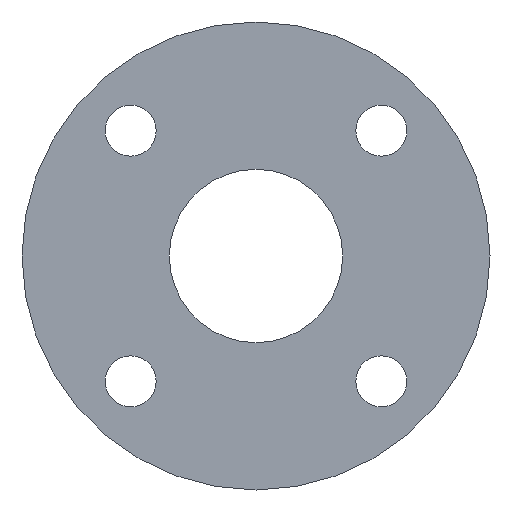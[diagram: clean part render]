
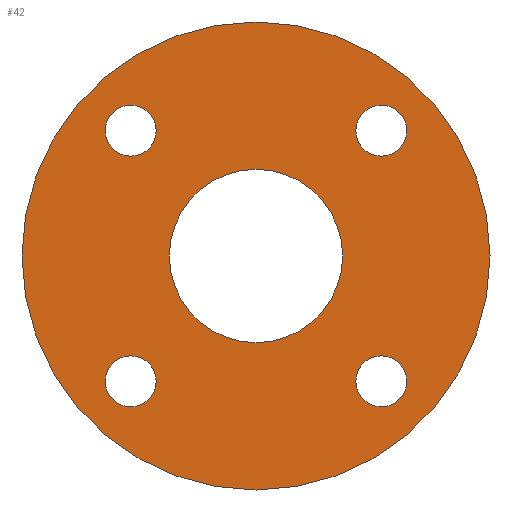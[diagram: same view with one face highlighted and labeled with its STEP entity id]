
A CAD part, front view. The second image highlights one B-rep face of the part: STEP entity #42.
In plain terms, the highlighted planar face has unit normal (0, -1, 0).
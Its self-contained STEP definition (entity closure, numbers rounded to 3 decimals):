
#3 = AXIS2_PLACEMENT_3D ( 'NONE', #455, #118, #314 ) ;
#10 = CARTESIAN_POINT ( 'NONE',  ( 44.194, 0., -35.194 ) ) ;
#16 = EDGE_CURVE ( 'NONE', #26, #624, #346, .T. ) ;
#19 = DIRECTION ( 'NONE',  ( 0., 0., 1. ) ) ;
#23 = ORIENTED_EDGE ( 'NONE', *, *, #530, .T. ) ;
#24 = CARTESIAN_POINT ( 'NONE',  ( 44.194, 0., -44.194 ) ) ;
#26 = VERTEX_POINT ( 'NONE', #335 ) ;
#30 = DIRECTION ( 'NONE',  ( 0., 1., 0. ) ) ;
#35 = EDGE_LOOP ( 'NONE', ( #591, #512 ) ) ;
#42 = ADVANCED_FACE ( 'NONE', ( #244, #526, #441, #105, #95, #484 ), #338, .F. ) ;
#56 = CARTESIAN_POINT ( 'NONE',  ( 44.194, 0., -44.194 ) ) ;
#59 = EDGE_CURVE ( 'NONE', #624, #26, #578, .T. ) ;
#63 = CIRCLE ( 'NONE', #323, 82.5 ) ;
#68 = CARTESIAN_POINT ( 'NONE',  ( -44.194, 0., 44.194 ) ) ;
#70 = AXIS2_PLACEMENT_3D ( 'NONE', #437, #528, #621 ) ;
#72 = EDGE_CURVE ( 'NONE', #92, #593, #63, .T. ) ;
#82 = DIRECTION ( 'NONE',  ( 0., 0., 1. ) ) ;
#85 = DIRECTION ( 'NONE',  ( 0., 0., -1. ) ) ;
#87 = AXIS2_PLACEMENT_3D ( 'NONE', #68, #457, #19 ) ;
#90 = CIRCLE ( 'NONE', #352, 9. ) ;
#92 = VERTEX_POINT ( 'NONE', #256 ) ;
#95 = FACE_OUTER_BOUND ( 'NONE', #563, .T. ) ;
#103 = DIRECTION ( 'NONE',  ( -1., 0., 0. ) ) ;
#105 = FACE_BOUND ( 'NONE', #35, .T. ) ;
#109 = EDGE_LOOP ( 'NONE', ( #468, #555 ) ) ;
#111 = VERTEX_POINT ( 'NONE', #349 ) ;
#118 = DIRECTION ( 'NONE',  ( 0., 1., 0. ) ) ;
#124 = CARTESIAN_POINT ( 'NONE',  ( -44.194, 0., 44.194 ) ) ;
#126 = EDGE_LOOP ( 'NONE', ( #23, #283 ) ) ;
#127 = CIRCLE ( 'NONE', #159, 82.5 ) ;
#142 = EDGE_CURVE ( 'NONE', #488, #161, #90, .T. ) ;
#159 = AXIS2_PLACEMENT_3D ( 'NONE', #470, #30, #367 ) ;
#161 = VERTEX_POINT ( 'NONE', #175 ) ;
#162 = EDGE_CURVE ( 'NONE', #519, #111, #372, .T. ) ;
#175 = CARTESIAN_POINT ( 'NONE',  ( -44.194, 0., 53.194 ) ) ;
#191 = EDGE_CURVE ( 'NONE', #507, #239, #597, .T. ) ;
#192 = CARTESIAN_POINT ( 'NONE',  ( 44.194, 0., 44.194 ) ) ;
#201 = DIRECTION ( 'NONE',  ( 1., 0., 0. ) ) ;
#202 = AXIS2_PLACEMENT_3D ( 'NONE', #391, #536, #103 ) ;
#203 = DIRECTION ( 'NONE',  ( 0., -1., 0. ) ) ;
#219 = ORIENTED_EDGE ( 'NONE', *, *, #72, .F. ) ;
#239 = VERTEX_POINT ( 'NONE', #272 ) ;
#241 = AXIS2_PLACEMENT_3D ( 'NONE', #291, #203, #344 ) ;
#244 = FACE_BOUND ( 'NONE', #264, .T. ) ;
#249 = EDGE_CURVE ( 'NONE', #593, #92, #127, .T. ) ;
#254 = CIRCLE ( 'NONE', #3, 30.55 ) ;
#255 = CIRCLE ( 'NONE', #548, 9. ) ;
#256 = CARTESIAN_POINT ( 'NONE',  ( 0., 0., 82.5 ) ) ;
#259 = DIRECTION ( 'NONE',  ( 0., -1., 0. ) ) ;
#264 = EDGE_LOOP ( 'NONE', ( #604, #567 ) ) ;
#269 = AXIS2_PLACEMENT_3D ( 'NONE', #398, #586, #304 ) ;
#272 = CARTESIAN_POINT ( 'NONE',  ( 35.194, 0., 44.194 ) ) ;
#283 = ORIENTED_EDGE ( 'NONE', *, *, #498, .T. ) ;
#285 = DIRECTION ( 'NONE',  ( 0., -1., 0. ) ) ;
#291 = CARTESIAN_POINT ( 'NONE',  ( -44.194, 0., -44.194 ) ) ;
#297 = CARTESIAN_POINT ( 'NONE',  ( 0., 0., 0. ) ) ;
#304 = DIRECTION ( 'NONE',  ( 0., 0., 1. ) ) ;
#310 = VERTEX_POINT ( 'NONE', #489 ) ;
#314 = DIRECTION ( 'NONE',  ( 0., 0., 1. ) ) ;
#315 = ORIENTED_EDGE ( 'NONE', *, *, #503, .F. ) ;
#318 = CARTESIAN_POINT ( 'NONE',  ( -35.194, 0., -44.194 ) ) ;
#323 = AXIS2_PLACEMENT_3D ( 'NONE', #297, #490, #433 ) ;
#333 = CIRCLE ( 'NONE', #269, 30.55 ) ;
#335 = CARTESIAN_POINT ( 'NONE',  ( -53.194, 0., -44.194 ) ) ;
#338 = PLANE ( 'NONE',  #70 ) ;
#344 = DIRECTION ( 'NONE',  ( -1., 0., 0. ) ) ;
#346 = CIRCLE ( 'NONE', #241, 9. ) ;
#349 = CARTESIAN_POINT ( 'NONE',  ( 44.194, 0., -53.194 ) ) ;
#352 = AXIS2_PLACEMENT_3D ( 'NONE', #124, #480, #82 ) ;
#357 = CARTESIAN_POINT ( 'NONE',  ( -44.194, 0., 35.194 ) ) ;
#359 = EDGE_CURVE ( 'NONE', #239, #507, #542, .T. ) ;
#367 = DIRECTION ( 'NONE',  ( 0., 0., 1. ) ) ;
#372 = CIRCLE ( 'NONE', #531, 9. ) ;
#391 = CARTESIAN_POINT ( 'NONE',  ( -44.194, 0., -44.194 ) ) ;
#398 = CARTESIAN_POINT ( 'NONE',  ( 0., 0., 0. ) ) ;
#411 = CARTESIAN_POINT ( 'NONE',  ( 53.194, 0., 44.194 ) ) ;
#417 = ORIENTED_EDGE ( 'NONE', *, *, #142, .F. ) ;
#427 = ORIENTED_EDGE ( 'NONE', *, *, #249, .F. ) ;
#432 = CARTESIAN_POINT ( 'NONE',  ( 44.194, 0., 44.194 ) ) ;
#433 = DIRECTION ( 'NONE',  ( 0., 0., 1. ) ) ;
#437 = CARTESIAN_POINT ( 'NONE',  ( -30.55, 0., 0. ) ) ;
#441 = FACE_BOUND ( 'NONE', #109, .T. ) ;
#450 = DIRECTION ( 'NONE',  ( 0., 0., -1. ) ) ;
#455 = CARTESIAN_POINT ( 'NONE',  ( 0., 0., 0. ) ) ;
#457 = DIRECTION ( 'NONE',  ( 0., -1., 0. ) ) ;
#468 = ORIENTED_EDGE ( 'NONE', *, *, #359, .F. ) ;
#470 = CARTESIAN_POINT ( 'NONE',  ( 0., 0., 0. ) ) ;
#480 = DIRECTION ( 'NONE',  ( 0., -1., 0. ) ) ;
#484 = FACE_BOUND ( 'NONE', #126, .T. ) ;
#488 = VERTEX_POINT ( 'NONE', #357 ) ;
#489 = CARTESIAN_POINT ( 'NONE',  ( 0., 0., 30.55 ) ) ;
#490 = DIRECTION ( 'NONE',  ( 0., 1., 0. ) ) ;
#495 = CARTESIAN_POINT ( 'NONE',  ( 0., 0., -82.5 ) ) ;
#498 = EDGE_CURVE ( 'NONE', #547, #310, #254, .T. ) ;
#503 = EDGE_CURVE ( 'NONE', #161, #488, #594, .T. ) ;
#507 = VERTEX_POINT ( 'NONE', #411 ) ;
#512 = ORIENTED_EDGE ( 'NONE', *, *, #601, .F. ) ;
#519 = VERTEX_POINT ( 'NONE', #10 ) ;
#526 = FACE_BOUND ( 'NONE', #553, .T. ) ;
#528 = DIRECTION ( 'NONE',  ( 0., 1., 0. ) ) ;
#530 = EDGE_CURVE ( 'NONE', #310, #547, #333, .T. ) ;
#531 = AXIS2_PLACEMENT_3D ( 'NONE', #24, #285, #85 ) ;
#532 = AXIS2_PLACEMENT_3D ( 'NONE', #432, #566, #616 ) ;
#534 = DIRECTION ( 'NONE',  ( 0., -1., 0. ) ) ;
#536 = DIRECTION ( 'NONE',  ( 0., -1., 0. ) ) ;
#542 = CIRCLE ( 'NONE', #620, 9. ) ;
#543 = CARTESIAN_POINT ( 'NONE',  ( 0., 0., -30.55 ) ) ;
#547 = VERTEX_POINT ( 'NONE', #543 ) ;
#548 = AXIS2_PLACEMENT_3D ( 'NONE', #56, #259, #450 ) ;
#553 = EDGE_LOOP ( 'NONE', ( #417, #315 ) ) ;
#555 = ORIENTED_EDGE ( 'NONE', *, *, #191, .F. ) ;
#563 = EDGE_LOOP ( 'NONE', ( #219, #427 ) ) ;
#566 = DIRECTION ( 'NONE',  ( 0., -1., 0. ) ) ;
#567 = ORIENTED_EDGE ( 'NONE', *, *, #16, .F. ) ;
#578 = CIRCLE ( 'NONE', #202, 9. ) ;
#586 = DIRECTION ( 'NONE',  ( 0., 1., 0. ) ) ;
#591 = ORIENTED_EDGE ( 'NONE', *, *, #162, .F. ) ;
#593 = VERTEX_POINT ( 'NONE', #495 ) ;
#594 = CIRCLE ( 'NONE', #87, 9. ) ;
#597 = CIRCLE ( 'NONE', #532, 9. ) ;
#601 = EDGE_CURVE ( 'NONE', #111, #519, #255, .T. ) ;
#604 = ORIENTED_EDGE ( 'NONE', *, *, #59, .F. ) ;
#616 = DIRECTION ( 'NONE',  ( 1., 0., 0. ) ) ;
#620 = AXIS2_PLACEMENT_3D ( 'NONE', #192, #534, #201 ) ;
#621 = DIRECTION ( 'NONE',  ( 0., 0., 1. ) ) ;
#624 = VERTEX_POINT ( 'NONE', #318 ) ;
